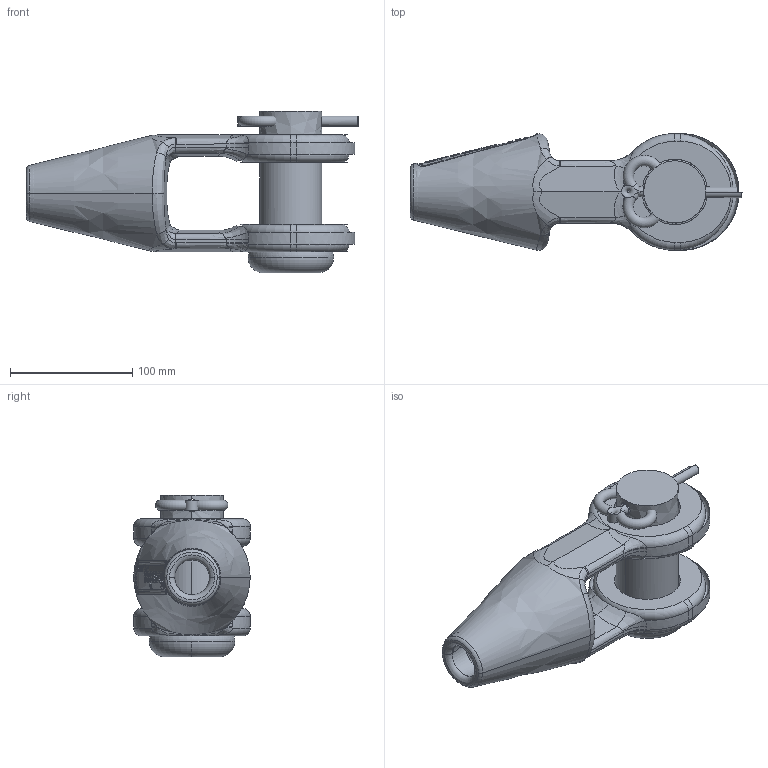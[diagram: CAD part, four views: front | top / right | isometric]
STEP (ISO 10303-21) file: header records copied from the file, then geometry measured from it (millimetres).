
FILE_DESCRIPTION((''),'2;1');
FILE_NAME('CROSBY_416_100_1039735-1039744','2011-08-31T',('Alan Doughty'),('The Crosby Group LLC'),'PRO/ENGINEER BY PARAMETRIC TECHNOLOGY CORPORATION, 2010230','PRO/ENGINEER BY PARAMETRIC TECHNOLOGY CORPORATION, 2010230','');
FILE_SCHEMA(('CONFIG_CONTROL_DESIGN'));
Length unit declared in the file: inch
Products named in the file (1): CROSBY_416_100_1039735-1039744
Bounding box: 271.12 x 95.25 x 132.08 mm (x, y, z)
Surface area: 246802.7 mm2 (no closed solid volume)
Topology: 0 solids, 0 shells, 301 faces, 1518 edges, 1498 vertices
Faces by surface type: bspline 273, torus 28
Entity records: 33814 total; most frequent: CARTESIAN_POINT 22663, DEFINITIONAL_REPRESENTATION 1478, PCURVE 1478, COMPOSITE_CURVE_SEGMENT 1478, DIRECTION 1379, B_SPLINE_CURVE_WITH_KNOTS 1120, TRIMMED_CURVE 1097, VECTOR 871
